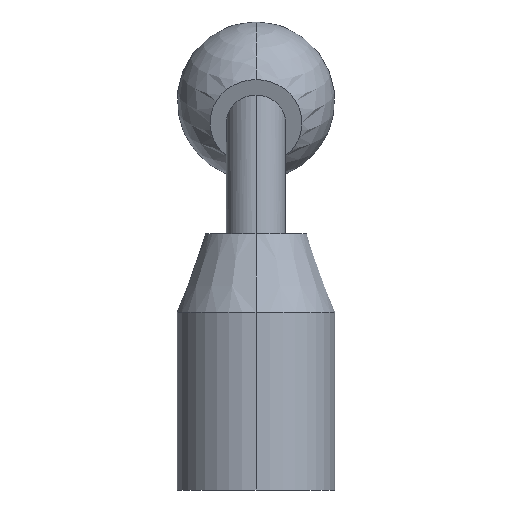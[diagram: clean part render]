
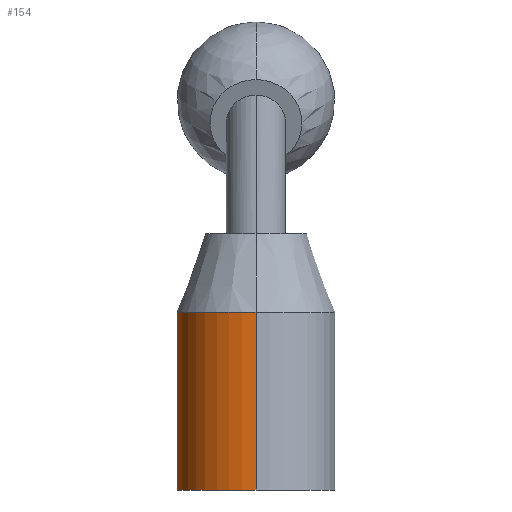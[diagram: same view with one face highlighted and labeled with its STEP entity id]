
A CAD part, left-side view. The second image highlights one B-rep face of the part: STEP entity #154.
In plain terms, the highlighted cylindrical face has radius 16 mm (diameter 32 mm), a partial arc.
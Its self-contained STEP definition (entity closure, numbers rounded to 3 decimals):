
#130=VERTEX_POINT('',#341);
#154=ADVANCED_FACE('',(#369),#370,.T.);
#202=EDGE_CURVE('',#130,#216,#429,.T.);
#212=EDGE_CURVE('',#230,#216,#440,.T.);
#216=VERTEX_POINT('',#444);
#222=VERTEX_POINT('',#452);
#224=EDGE_CURVE('',#230,#222,#454,.T.);
#230=VERTEX_POINT('',#460);
#240=EDGE_CURVE('',#222,#130,#471,.T.);
#341=CARTESIAN_POINT('',(-16.0,0.,36.025));
#369=FACE_OUTER_BOUND('',#596,.T.);
#370=CYLINDRICAL_SURFACE('',#597,16.0);
#429=LINE('',#669,#670);
#440=CIRCLE('',#700,16.0);
#444=CARTESIAN_POINT('',(-16.0,0.,0.0));
#452=CARTESIAN_POINT('',(16.0,0.0,36.025));
#454=LINE('',#717,#718);
#460=CARTESIAN_POINT('',(16.0,0.0,0.0));
#471=CIRCLE('',#775,16.0);
#596=EDGE_LOOP('',(#955,#956,#957,#958));
#597=AXIS2_PLACEMENT_3D('',#959,#960,#961);
#669=CARTESIAN_POINT('',(-16.0,0.,18.013));
#670=VECTOR('',#1073,1.0);
#700=AXIS2_PLACEMENT_3D('',#1081,#1082,#1083);
#717=CARTESIAN_POINT('',(16.0,0.,18.013));
#718=VECTOR('',#1093,1.0);
#775=AXIS2_PLACEMENT_3D('',#1107,#1108,#1109);
#955=ORIENTED_EDGE('',*,*,#224,.F.);
#956=ORIENTED_EDGE('',*,*,#212,.T.);
#957=ORIENTED_EDGE('',*,*,#202,.F.);
#958=ORIENTED_EDGE('',*,*,#240,.F.);
#959=CARTESIAN_POINT('',(0.0,0.0,18.013));
#960=DIRECTION('',(-0.0,-0.0,-1.0));
#961=DIRECTION('',(1.0,0.0,0.0));
#1073=DIRECTION('',(-0.0,-0.0,-1.0));
#1081=CARTESIAN_POINT('',(0.0,0.0,0.0));
#1082=DIRECTION('',(0.0,0.0,1.0));
#1083=DIRECTION('',(1.0,0.0,0.0));
#1093=DIRECTION('',(0.0,0.0,1.0));
#1107=CARTESIAN_POINT('',(0.0,0.0,36.025));
#1108=DIRECTION('',(0.0,0.0,1.0));
#1109=DIRECTION('',(1.0,0.0,0.0));
